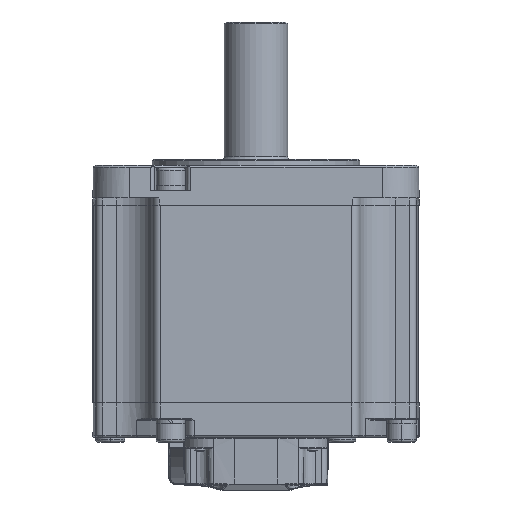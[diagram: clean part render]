
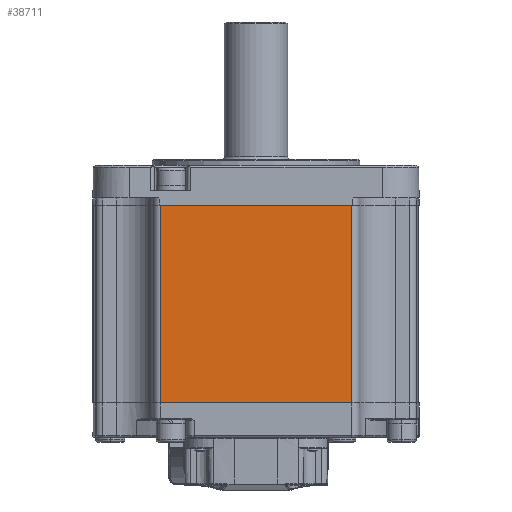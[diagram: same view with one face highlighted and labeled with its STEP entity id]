
A CAD part, front view. The second image highlights one B-rep face of the part: STEP entity #38711.
In plain terms, the highlighted planar face has unit normal (0, -1, 0).
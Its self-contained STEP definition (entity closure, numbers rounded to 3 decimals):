
#4079 = VECTOR ( 'NONE', #9784, 1000. ) ;
#4367 = CARTESIAN_POINT ( 'NONE',  ( -52.75, -90., 54.5 ) ) ;
#6525 = LINE ( 'NONE', #49917, #4079 ) ;
#6553 = CARTESIAN_POINT ( 'NONE',  ( -52.75, -90., 54.5 ) ) ;
#7016 = CARTESIAN_POINT ( 'NONE',  ( -52.75, -90., 55. ) ) ;
#8178 = ORIENTED_EDGE ( 'NONE', *, *, #11288, .F. ) ;
#8450 = PLANE ( 'NONE',  #51100 ) ;
#8489 = LINE ( 'NONE', #44030, #20593 ) ;
#9784 = DIRECTION ( 'NONE',  ( -1., 0., 0. ) ) ;
#10509 = ORIENTED_EDGE ( 'NONE', *, *, #26821, .F. ) ;
#11288 = EDGE_CURVE ( 'NONE', #53926, #15592, #8489, .T. ) ;
#12842 = EDGE_CURVE ( 'NONE', #15592, #46149, #6525, .T. ) ;
#15592 = VERTEX_POINT ( 'NONE', #61908 ) ;
#20593 = VECTOR ( 'NONE', #65580, 1000. ) ;
#23989 = DIRECTION ( 'NONE',  ( 0., 1., 0. ) ) ;
#26821 = EDGE_CURVE ( 'NONE', #46608, #53926, #42390, .T. ) ;
#26942 = DIRECTION ( 'NONE',  ( 1., 0., 0. ) ) ;
#30256 = CARTESIAN_POINT ( 'NONE',  ( -52.75, -90., -54.5 ) ) ;
#32442 = ORIENTED_EDGE ( 'NONE', *, *, #12842, .F. ) ;
#36719 = VECTOR ( 'NONE', #26942, 1000. ) ;
#38711 = ADVANCED_FACE ( 'NONE', ( #58562 ), #8450, .F. ) ;
#39710 = ORIENTED_EDGE ( 'NONE', *, *, #46725, .T. ) ;
#40408 = VECTOR ( 'NONE', #62835, 1000. ) ;
#41205 = LINE ( 'NONE', #7016, #40408 ) ;
#42390 = LINE ( 'NONE', #6553, #36719 ) ;
#42521 = CARTESIAN_POINT ( 'NONE',  ( 52.75, -90., 54.5 ) ) ;
#44030 = CARTESIAN_POINT ( 'NONE',  ( 52.75, -90., 55. ) ) ;
#44294 = CARTESIAN_POINT ( 'NONE',  ( -52.75, -90., 55. ) ) ;
#44529 = DIRECTION ( 'NONE',  ( -1., 0., 0. ) ) ;
#46149 = VERTEX_POINT ( 'NONE', #30256 ) ;
#46608 = VERTEX_POINT ( 'NONE', #4367 ) ;
#46725 = EDGE_CURVE ( 'NONE', #46608, #46149, #41205, .T. ) ;
#49917 = CARTESIAN_POINT ( 'NONE',  ( -52.75, -90., -54.5 ) ) ;
#51100 = AXIS2_PLACEMENT_3D ( 'NONE', #44294, #23989, #44529 ) ;
#53926 = VERTEX_POINT ( 'NONE', #42521 ) ;
#58562 = FACE_OUTER_BOUND ( 'NONE', #64591, .T. ) ;
#61908 = CARTESIAN_POINT ( 'NONE',  ( 52.75, -90., -54.5 ) ) ;
#62835 = DIRECTION ( 'NONE',  ( 0., 0., -1. ) ) ;
#64591 = EDGE_LOOP ( 'NONE', ( #32442, #8178, #10509, #39710 ) ) ;
#65580 = DIRECTION ( 'NONE',  ( 0., 0., -1. ) ) ;
